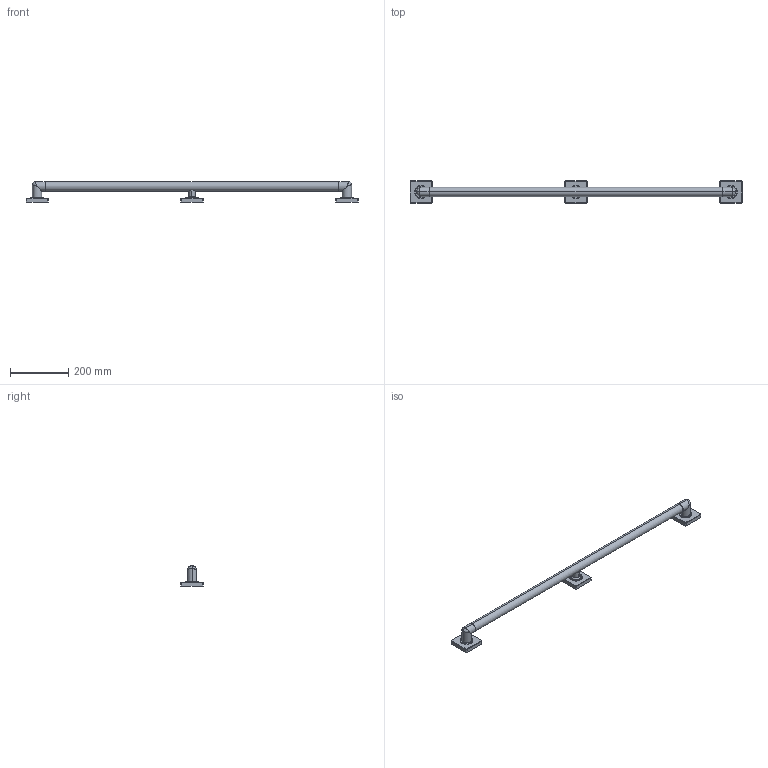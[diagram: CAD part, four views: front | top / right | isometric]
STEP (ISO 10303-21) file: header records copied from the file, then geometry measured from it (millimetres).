
FILE_DESCRIPTION((''),'2;1');
FILE_NAME('2040-3942','2021-07-09T17:08:49',('jinson.thomas'),(''),'CREO PARAMETRIC BY PTC INC, 2018400','CREO PARAMETRIC BY PTC INC, 2018400','');
FILE_SCHEMA(('CONFIG_CONTROL_DESIGN'));
Length unit declared in the file: inch
Products named in the file (1): 2040-3942
Bounding box: 1143 x 76.2 x 69.98 mm (x, y, z)
Volume: 1156623.7 mm3; surface area: 160835.4 mm2
Topology: 2 solids, 2 shells, 100 faces, 216 edges, 126 vertices
Faces by surface type: cylinder 43, plane 21, torus 18, cone 10, bspline 8
Entity records: 3675 total; most frequent: CARTESIAN_POINT 1453, DIRECTION 489, ORIENTED_EDGE 432, EDGE_CURVE 216, AXIS2_PLACEMENT_3D 200, VERTEX_POINT 126, CIRCLE 108, EDGE_LOOP 106
